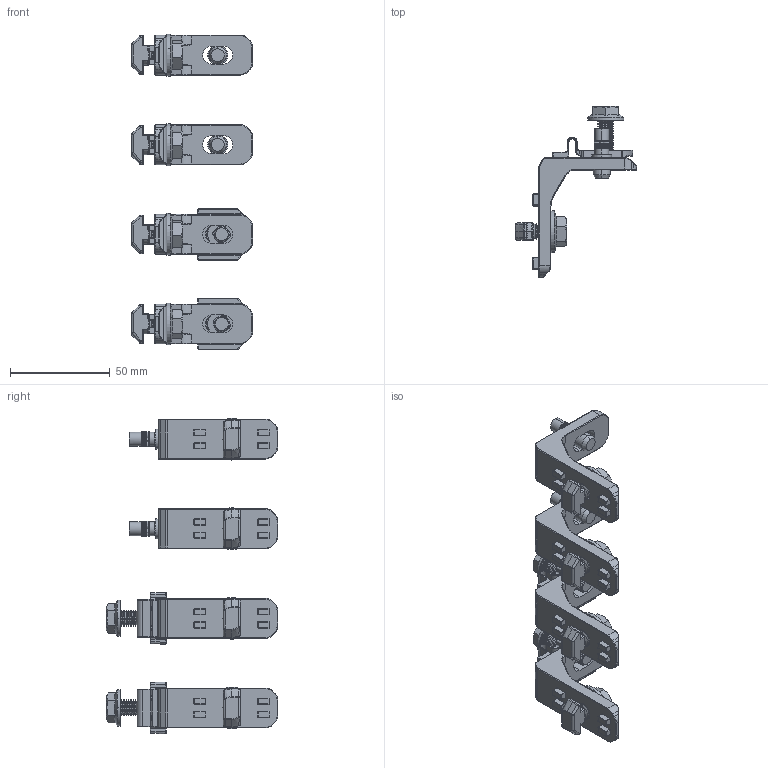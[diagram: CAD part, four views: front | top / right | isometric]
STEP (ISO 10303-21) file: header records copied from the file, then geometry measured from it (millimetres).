
FILE_DESCRIPTION (( 'STEP AP214' ), '1' );
FILE_NAME ('093WL201N10S04.STEP', '2014-08-22T06:44:35', ( '' ), ( '' ), 'SwSTEP 2.0', 'SolidWorks 2014', '' );
FILE_SCHEMA (( 'AUTOMOTIVE_DESIGN' ));
Length unit declared in the file: millimetre
Products named in the file (9): 340me154_340me154; 096hk1030m0820_096 hk 10 30 m08 20; 093wl201n10s01-1_093wl201n10s01-1; 093wl201n10s04r02; 093156_093156; 340ME415_Ripp- B 158-M8x20 mit Gew.; 093wl201n10s01-2_Standard; 093WL201N10S04R01_093WL201N10S04R01; 093WL201N10S04
Assembly tree (20 placements, depth 2):
  093WL201N10S04
    093WL201N10S04R01_093WL201N10S04R01  x2
    093wl201n10s01-2_Standard  x2
    340ME415_Ripp- B 158-M8x20 mit Gew.  x2
    093156_093156  x2
    093wl201n10s04r02  x2
    093wl201n10s01-1_093wl201n10s01-1  x2
    096hk1030m0820_096 hk 10 30 m08 20  x4
    340me154_340me154  x4
Bounding box: 60.8 x 86 x 158.49 mm (x, y, z)
Volume: 71155.3 mm3; surface area: 45409.2 mm2
Topology: 20 solids, 20 shells, 3410 faces, 8474 edges, 4956 vertices
Faces by surface type: plane 1190, cylinder 1140, cone 504, torus 240, bspline 240, sphere 96
Entity records: 48395 total; most frequent: CARTESIAN_POINT 13462, DIRECTION 7383, ORIENTED_EDGE 7304, EDGE_CURVE 3652, AXIS2_PLACEMENT_3D 2821, VERTEX_POINT 2182, LINE 1741, VECTOR 1741
